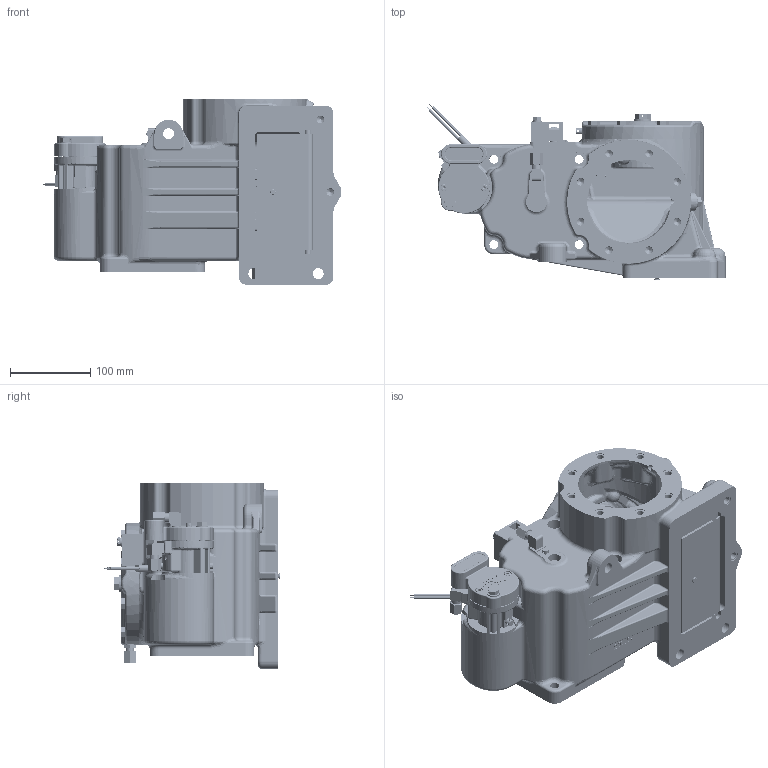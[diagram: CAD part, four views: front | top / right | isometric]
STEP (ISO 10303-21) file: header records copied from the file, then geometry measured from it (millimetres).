
FILE_DESCRIPTION (( 'STEP AP214' ), '1' );
FILE_NAME ('GVLB80PE_251198.STEP', '2014-09-10T13:04:11', ( 'Admin2' ), ( '' ), 'SwSTEP 2.0', 'SolidWorks 2010', '' );
FILE_SCHEMA (( 'AUTOMOTIVE_DESIGN' ));
Length unit declared in the file: millimetre
Products named in the file (1): GVLB80PE_251198
Bounding box: 371.73 x 218.83 x 231 mm (x, y, z)
Volume: 4147574.9 mm3; surface area: 831556.6 mm2
Topology: 64 solids, 64 shells, 4739 faces, 11731 edges, 7070 vertices
Faces by surface type: plane 1486, cylinder 1184, bspline 1030, cone 537, torus 449, sphere 53
Entity records: 248526 total; most frequent: CARTESIAN_POINT 91442, ORIENTED_EDGE 22920, DIRECTION 19893, EDGE_CURVE 11460, AXIS2_PLACEMENT_3D 7596, VERTEX_POINT 7057, EDGE_LOOP 5135, UNCERTAINTY_MEASURE_WITH_UNIT 4805
